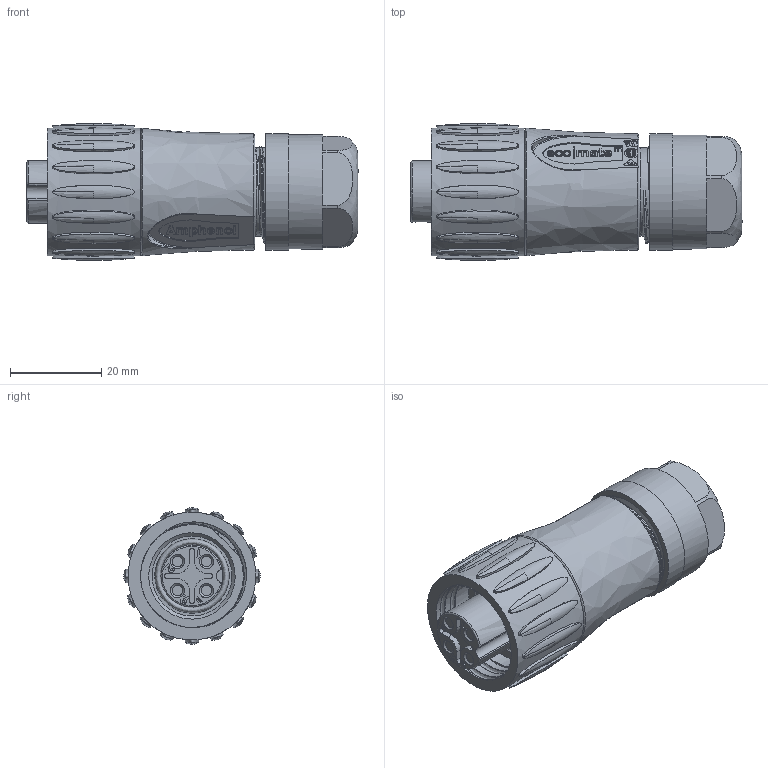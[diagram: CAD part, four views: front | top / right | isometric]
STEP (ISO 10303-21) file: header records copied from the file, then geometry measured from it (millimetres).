
FILE_DESCRIPTION((''),'2;1');
FILE_NAME('C016_20D003_110_10_Reduziert.stp', '2010-03-19T15:18:35',('User'),('SDRC'),'I-DEAS Master Series 9','UNIX', 'Yes');
FILE_SCHEMA(('CONFIG_CONTROL_DESIGN', 'GEOMETRIC_VALIDATION_PROPERTIES_MIM','SHAPE_APPEARANCE_LAYER_MIM'));
Length unit declared in the file: millimetre
Assembly tree (8 placements, depth 0):
Bounding box: 72.7 x 30 x 30 mm (x, y, z)
Volume: 1770.4 mm3; surface area: 20477.4 mm2
Topology: 2 solids, 9 shells, 1072 faces, 2918 edges, 1938 vertices
Faces by surface type: bspline 1072
Entity records: 44616 total; most frequent: CARTESIAN_POINT 26356, ORIENTED_EDGE 5687, EDGE_CURVE 2860, VERTEX_POINT 1891, B_SPLINE_CURVE_WITH_KNOTS 1298, EDGE_LOOP 1174, FACE_OUTER_BOUND 1072, ADVANCED_FACE 1072
